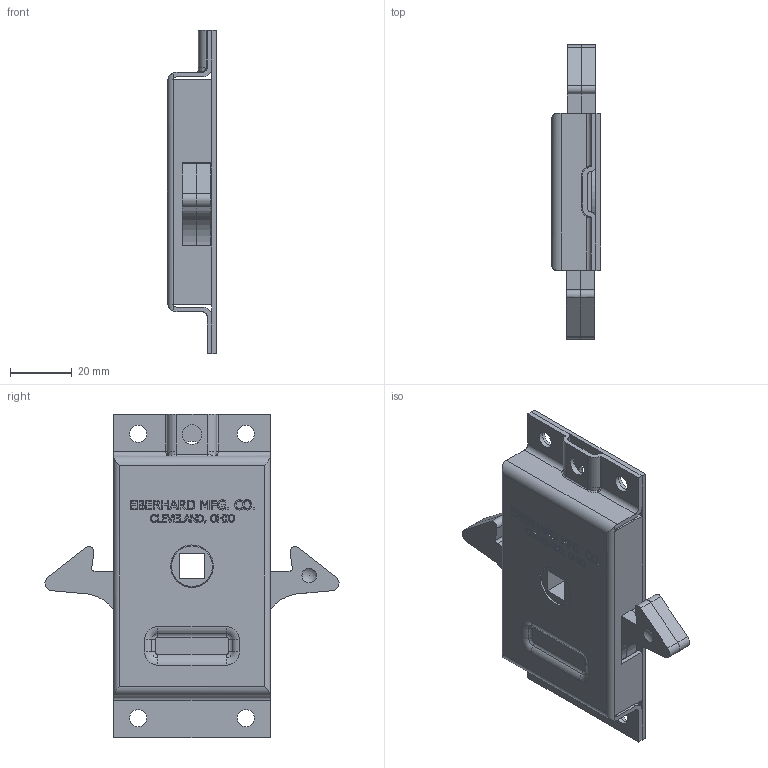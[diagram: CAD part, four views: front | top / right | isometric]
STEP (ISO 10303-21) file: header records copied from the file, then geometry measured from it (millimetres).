
FILE_DESCRIPTION(/* description */ (''),/* implementation_level */ '2;1');
FILE_NAME(/* name */ '5696.stp',/* time_stamp */ '2017-06-14T09:11:33-04:00',/* author */ ('fredp'),/* organization */ ('Eberhard Manufacturing Company'),/* preprocessor_version */ 'ST-DEVELOPER v16.5',/* originating_system */ 'Autodesk Inventor 2017',/* authorisation */ '');
FILE_SCHEMA (('AUTOMOTIVE_DESIGN { 1 0 10303 214 3 1 1 }'));
Length unit declared in the file: inch
Products named in the file (1): 5696
Bounding box: 15.93 x 95.24 x 104.78 mm (x, y, z)
Volume: 39293.4 mm3; surface area: 36593.1 mm2
Topology: 1 solids, 1 shells, 739 faces, 1990 edges, 1279 vertices
Faces by surface type: plane 429, bspline 166, cylinder 121, torus 15, sphere 4, cone 4
Full cylindrical faces by diameter (mm): 5.563 x4, 6.35 x1, 7.137 x4, 13.805 x1, 14.465 x1, 15.875 x1, 16.129 x2
Entity records: 24124 total; most frequent: CARTESIAN_POINT 6547, ORIENTED_EDGE 3902, DIRECTION 3119, EDGE_CURVE 1951, LINE 1323, VECTOR 1323, VERTEX_POINT 1273, AXIS2_PLACEMENT_3D 898
